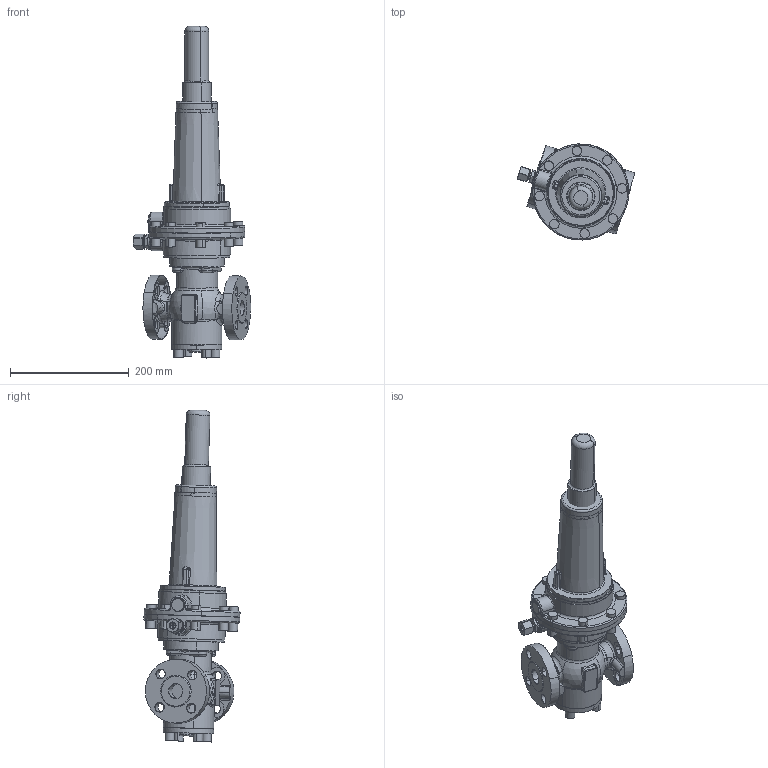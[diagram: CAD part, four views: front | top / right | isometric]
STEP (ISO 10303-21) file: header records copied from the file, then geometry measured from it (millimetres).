
FILE_DESCRIPTION(('CATIA V5 STEP Exchange'),'2;1');
FILE_NAME('R101 DN025 160 ANSI.stp','2023-05-09T11:25:12+00:00',('none'),('none'),'CATIA Version 5-6 Release 2018 SP2','CATIA V5 STEP AP203','none');
FILE_SCHEMA(('CONFIG_CONTROL_DESIGN'));
Length unit declared in the file: millimetre
Products named in the file (2): Product1; Produkt1
Assembly tree (5 placements, depth 3):
  Product1
    #57
    Produkt1
      #26849
      #27770
    #28453
Bounding box: 198.13 x 162.17 x 560.3 mm (x, y, z)
Volume: 3400559.4 mm3; surface area: 300249.6 mm2
Topology: 5 solids, 22 shells, 887 faces, 2131 edges, 1291 vertices
Faces by surface type: cylinder 338, torus 161, plane 154, cone 130, bspline 70, sphere 34
Entity records: 31439 total; most frequent: CARTESIAN_POINT 13858, ORIENTED_EDGE 4166, DIRECTION 2451, EDGE_CURVE 2083, AXIS2_PLACEMENT_3D 1471, VERTEX_POINT 1287, CIRCLE 1007, EDGE_LOOP 976
